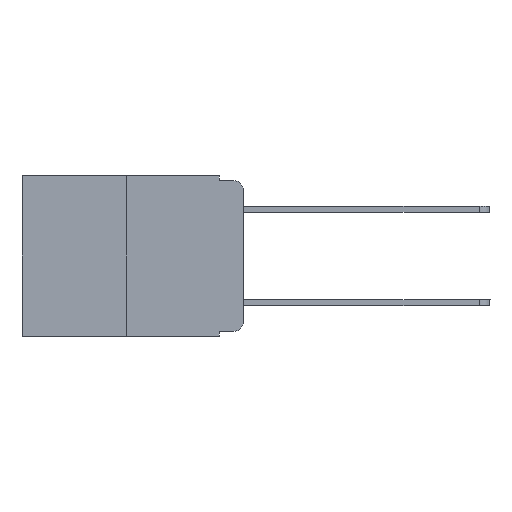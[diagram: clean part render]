
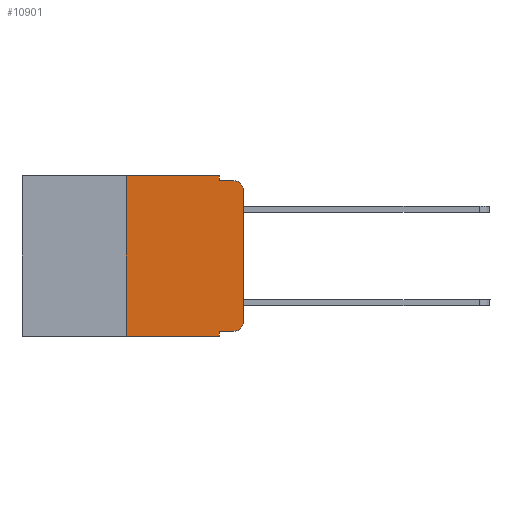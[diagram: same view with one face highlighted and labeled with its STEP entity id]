
A CAD part, left-side view. The second image highlights one B-rep face of the part: STEP entity #10901.
In plain terms, the highlighted planar face has unit normal (-1, 0, 0).
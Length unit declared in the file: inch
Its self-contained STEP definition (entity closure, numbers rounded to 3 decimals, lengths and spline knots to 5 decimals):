
#122 = CARTESIAN_POINT ( 'NONE',  ( 0., 0.051, -0.333 ) ) ;
#581 = LINE ( 'NONE', #1308, #6750 ) ;
#698 = VERTEX_POINT ( 'NONE', #122 ) ;
#781 = ORIENTED_EDGE ( 'NONE', *, *, #805, .F. ) ;
#805 = EDGE_CURVE ( 'NONE', #12588, #7468, #15123, .T. ) ;
#923 = EDGE_CURVE ( 'NONE', #698, #10964, #3259, .T. ) ;
#1023 = CARTESIAN_POINT ( 'NONE',  ( 0., 0.051, -0.333 ) ) ;
#1088 = LINE ( 'NONE', #1259, #3711 ) ;
#1091 = CARTESIAN_POINT ( 'NONE',  ( 0., 0., -0.03 ) ) ;
#1173 = VECTOR ( 'NONE', #4110, 39.37008 ) ;
#1259 = CARTESIAN_POINT ( 'NONE',  ( 0., 0.051, 0. ) ) ;
#1308 = CARTESIAN_POINT ( 'NONE',  ( 0., 0.473, -0.343 ) ) ;
#1562 = VERTEX_POINT ( 'NONE', #5206 ) ;
#1626 = DIRECTION ( 'NONE',  ( -1., 0., 0. ) ) ;
#1724 = ORIENTED_EDGE ( 'NONE', *, *, #11196, .F. ) ;
#2300 = DIRECTION ( 'NONE',  ( 0., 0., -1. ) ) ;
#2311 = CARTESIAN_POINT ( 'NONE',  ( 0., 0.02, -0.333 ) ) ;
#2434 = VERTEX_POINT ( 'NONE', #10341 ) ;
#2459 = LINE ( 'NONE', #10752, #6788 ) ;
#2873 = CARTESIAN_POINT ( 'NONE',  ( 0., 0.051, 0. ) ) ;
#2880 = DIRECTION ( 'NONE',  ( 0., -1., 0. ) ) ;
#2909 = ORIENTED_EDGE ( 'NONE', *, *, #15072, .T. ) ;
#3200 = DIRECTION ( 'NONE',  ( 0., 0., -1. ) ) ;
#3259 = LINE ( 'NONE', #1023, #15476 ) ;
#3473 = EDGE_CURVE ( 'NONE', #12588, #2434, #581, .T. ) ;
#3616 = DIRECTION ( 'NONE',  ( 0., 0., -1. ) ) ;
#3711 = VECTOR ( 'NONE', #2300, 39.37008 ) ;
#3831 = VERTEX_POINT ( 'NONE', #1091 ) ;
#4110 = DIRECTION ( 'NONE',  ( 0., -1., 0. ) ) ;
#4153 = CARTESIAN_POINT ( 'NONE',  ( 0., 0.25, -0.343 ) ) ;
#4897 = LINE ( 'NONE', #10037, #1173 ) ;
#4978 = VERTEX_POINT ( 'NONE', #10228 ) ;
#5152 = FACE_OUTER_BOUND ( 'NONE', #14111, .T. ) ;
#5194 = EDGE_CURVE ( 'NONE', #698, #2434, #1088, .T. ) ;
#5206 = CARTESIAN_POINT ( 'NONE',  ( 0., 0.051, 0. ) ) ;
#5319 = CARTESIAN_POINT ( 'NONE',  ( 0., 0.02, -0.313 ) ) ;
#5553 = VERTEX_POINT ( 'NONE', #13760 ) ;
#5795 = VECTOR ( 'NONE', #11241, 39.37008 ) ;
#5904 = VECTOR ( 'NONE', #2880, 39.37008 ) ;
#6624 = ORIENTED_EDGE ( 'NONE', *, *, #12679, .T. ) ;
#6720 = VERTEX_POINT ( 'NONE', #14736 ) ;
#6750 = VECTOR ( 'NONE', #10935, 39.37008 ) ;
#6777 = EDGE_CURVE ( 'NONE', #5553, #4978, #4897, .T. ) ;
#6788 = VECTOR ( 'NONE', #11994, 39.37008 ) ;
#7180 = CARTESIAN_POINT ( 'NONE',  ( 0., 0.473, 0. ) ) ;
#7390 = DIRECTION ( 'NONE',  ( 0., 0., 1. ) ) ;
#7446 = AXIS2_PLACEMENT_3D ( 'NONE', #5319, #1626, #12505 ) ;
#7468 = VERTEX_POINT ( 'NONE', #15181 ) ;
#7519 = CIRCLE ( 'NONE', #7446, 0.02 ) ;
#7879 = EDGE_CURVE ( 'NONE', #10964, #6720, #7519, .T. ) ;
#7916 = EDGE_CURVE ( 'NONE', #1562, #5553, #8042, .T. ) ;
#8019 = DIRECTION ( 'NONE',  ( -1., 0., 0. ) ) ;
#8042 = LINE ( 'NONE', #2873, #5795 ) ;
#8102 = ORIENTED_EDGE ( 'NONE', *, *, #7916, .F. ) ;
#8536 = VECTOR ( 'NONE', #7390, 39.37008 ) ;
#9129 = LINE ( 'NONE', #13773, #5904 ) ;
#9636 = AXIS2_PLACEMENT_3D ( 'NONE', #12920, #8019, #3200 ) ;
#10037 = CARTESIAN_POINT ( 'NONE',  ( 0., 0.051, -0.01 ) ) ;
#10228 = CARTESIAN_POINT ( 'NONE',  ( 0., 0.02, -0.01 ) ) ;
#10341 = CARTESIAN_POINT ( 'NONE',  ( 0., 0.051, -0.343 ) ) ;
#10752 = CARTESIAN_POINT ( 'NONE',  ( 0., 0., 0. ) ) ;
#10901 = ADVANCED_FACE ( 'NONE', ( #5152 ), #12042, .F. ) ;
#10935 = DIRECTION ( 'NONE',  ( 0., -1., 0. ) ) ;
#10964 = VERTEX_POINT ( 'NONE', #2311 ) ;
#11196 = EDGE_CURVE ( 'NONE', #7468, #1562, #9129, .T. ) ;
#11241 = DIRECTION ( 'NONE',  ( 0., 0., -1. ) ) ;
#11994 = DIRECTION ( 'NONE',  ( 0., 0., 1. ) ) ;
#12042 = PLANE ( 'NONE',  #13324 ) ;
#12505 = DIRECTION ( 'NONE',  ( 0., 0., -1. ) ) ;
#12588 = VERTEX_POINT ( 'NONE', #4153 ) ;
#12679 = EDGE_CURVE ( 'NONE', #3831, #4978, #13252, .T. ) ;
#12890 = DIRECTION ( 'NONE',  ( 0., -1., 0. ) ) ;
#12920 = CARTESIAN_POINT ( 'NONE',  ( 0., 0.02, -0.03 ) ) ;
#12933 = ORIENTED_EDGE ( 'NONE', *, *, #923, .T. ) ;
#13252 = CIRCLE ( 'NONE', #9636, 0.02 ) ;
#13324 = AXIS2_PLACEMENT_3D ( 'NONE', #7180, #15534, #3616 ) ;
#13398 = CARTESIAN_POINT ( 'NONE',  ( 0., 0.25, 0. ) ) ;
#13760 = CARTESIAN_POINT ( 'NONE',  ( 0., 0.051, -0.01 ) ) ;
#13773 = CARTESIAN_POINT ( 'NONE',  ( 0., 0.473, 0. ) ) ;
#14015 = ORIENTED_EDGE ( 'NONE', *, *, #5194, .F. ) ;
#14111 = EDGE_LOOP ( 'NONE', ( #2909, #6624, #15372, #8102, #1724, #781, #15457, #14015, #12933, #15445 ) ) ;
#14736 = CARTESIAN_POINT ( 'NONE',  ( 0., 0., -0.313 ) ) ;
#15072 = EDGE_CURVE ( 'NONE', #6720, #3831, #2459, .T. ) ;
#15123 = LINE ( 'NONE', #13398, #8536 ) ;
#15181 = CARTESIAN_POINT ( 'NONE',  ( 0., 0.25, 0. ) ) ;
#15372 = ORIENTED_EDGE ( 'NONE', *, *, #6777, .F. ) ;
#15445 = ORIENTED_EDGE ( 'NONE', *, *, #7879, .T. ) ;
#15457 = ORIENTED_EDGE ( 'NONE', *, *, #3473, .T. ) ;
#15476 = VECTOR ( 'NONE', #12890, 39.37008 ) ;
#15534 = DIRECTION ( 'NONE',  ( 1., 0., 0. ) ) ;
